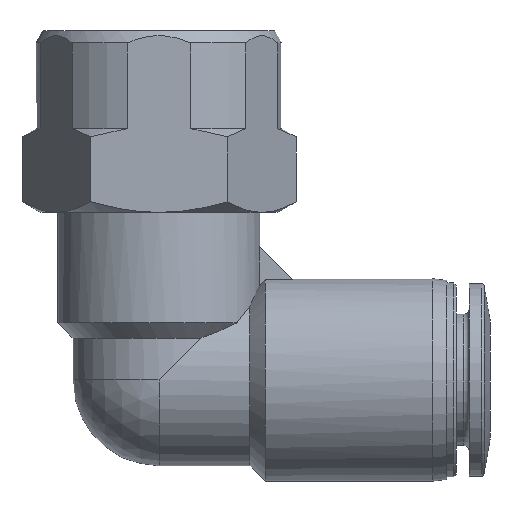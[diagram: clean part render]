
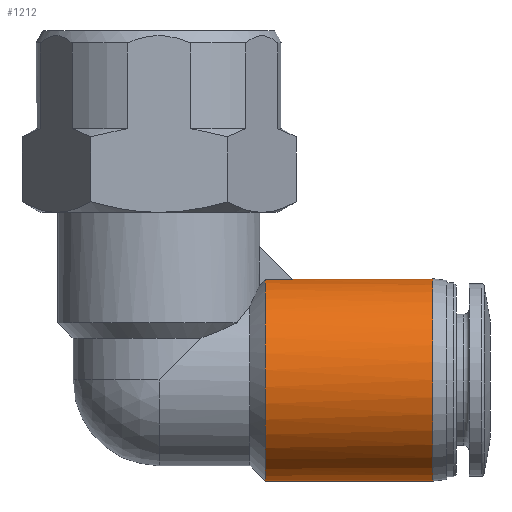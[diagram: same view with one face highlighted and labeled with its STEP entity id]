
A CAD part, front view. The second image highlights one B-rep face of the part: STEP entity #1212.
In plain terms, the highlighted cylindrical face has radius 7.25 mm (diameter 14.5 mm), a full revolution.
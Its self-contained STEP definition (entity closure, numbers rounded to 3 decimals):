
#39=LINE('',#1753,#63);
#40=LINE('',#1757,#64);
#63=VECTOR('',#1429,1000.);
#64=VECTOR('',#1432,1000.);
#149=ELLIPSE('',#1291,10.253,7.25);
#188=ORIENTED_EDGE('',*,*,#414,.F.);
#189=ORIENTED_EDGE('',*,*,#411,.T.);
#190=ORIENTED_EDGE('',*,*,#415,.T.);
#191=ORIENTED_EDGE('',*,*,#416,.F.);
#192=ORIENTED_EDGE('',*,*,#417,.F.);
#411=EDGE_CURVE('',#518,#517,#585,.T.);
#414=EDGE_CURVE('',#520,#520,#586,.T.);
#415=EDGE_CURVE('',#517,#521,#39,.T.);
#416=EDGE_CURVE('',#522,#521,#149,.T.);
#417=EDGE_CURVE('',#518,#522,#40,.T.);
#517=VERTEX_POINT('',#1738);
#518=VERTEX_POINT('',#1740);
#520=VERTEX_POINT('',#1752);
#521=VERTEX_POINT('',#1754);
#522=VERTEX_POINT('',#1756);
#585=CIRCLE('',#1288,7.25);
#586=CIRCLE('',#1290,7.25);
#632=EDGE_LOOP('',(#188));
#633=EDGE_LOOP('',(#189,#190,#191,#192));
#713=FACE_BOUND('',#632,.T.);
#714=FACE_BOUND('',#633,.T.);
#785=CYLINDRICAL_SURFACE('',#1289,7.25);
#1212=ADVANCED_FACE('',(#713,#714),#785,.T.);
#1288=AXIS2_PLACEMENT_3D('',#1739,#1423,#1424);
#1289=AXIS2_PLACEMENT_3D('',#1750,#1425,#1426);
#1290=AXIS2_PLACEMENT_3D('',#1751,#1427,#1428);
#1291=AXIS2_PLACEMENT_3D('',#1755,#1430,#1431);
#1423=DIRECTION('',(1.,0.,0.));
#1424=DIRECTION('',(0.,0.,-1.));
#1425=DIRECTION('',(1.,0.,0.));
#1426=DIRECTION('',(0.,0.,-1.));
#1427=DIRECTION('',(1.,0.,0.));
#1428=DIRECTION('',(0.,0.,-1.));
#1429=DIRECTION('',(1.,0.,0.));
#1430=DIRECTION('',(-0.707,0.,-0.707));
#1431=DIRECTION('',(0.707,0.,-0.707));
#1432=DIRECTION('',(1.,0.,0.));
#1738=CARTESIAN_POINT('',(7.6,1.,7.181));
#1739=CARTESIAN_POINT('',(7.6,0.,0.));
#1740=CARTESIAN_POINT('',(7.6,-1.,7.181));
#1750=CARTESIAN_POINT('',(23.7,0.,0.));
#1751=CARTESIAN_POINT('',(19.6,0.,0.));
#1752=CARTESIAN_POINT('',(19.6,0.,-7.25));
#1753=CARTESIAN_POINT('',(23.7,1.,7.181));
#1754=CARTESIAN_POINT('',(9.546,1.,7.181));
#1755=CARTESIAN_POINT('',(16.727,0.,0.));
#1756=CARTESIAN_POINT('',(9.546,-1.,7.181));
#1757=CARTESIAN_POINT('',(23.7,-1.,7.181));
